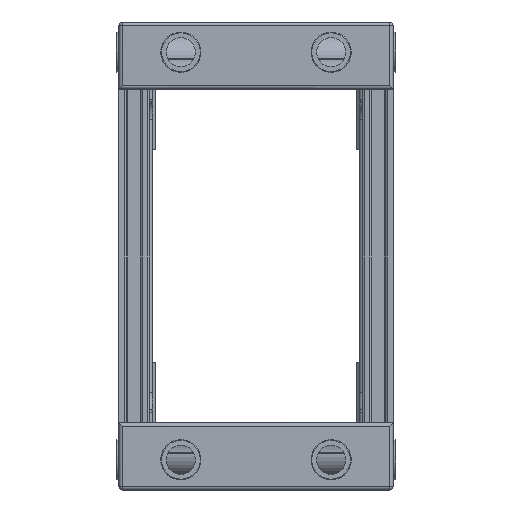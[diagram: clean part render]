
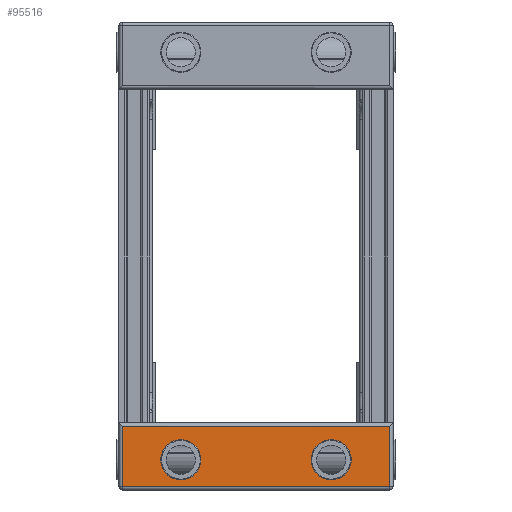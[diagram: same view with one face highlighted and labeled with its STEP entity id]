
A CAD part, left-side view. The second image highlights one B-rep face of the part: STEP entity #95516.
In plain terms, the highlighted planar face has unit normal (-1, 0, 0).
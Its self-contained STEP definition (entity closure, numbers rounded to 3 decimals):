
#2526 = VERTEX_POINT ( 'NONE', #14421 ) ;
#5290 = FACE_BOUND ( 'NONE', #123241, .T. ) ;
#6745 = AXIS2_PLACEMENT_3D ( 'NONE', #128675, #76838, #87220 ) ;
#8609 = EDGE_CURVE ( 'NONE', #105030, #84907, #38269, .T. ) ;
#10056 = ORIENTED_EDGE ( 'NONE', *, *, #17733, .T. ) ;
#10708 = LINE ( 'NONE', #129270, #133414 ) ;
#10940 = DIRECTION ( 'NONE',  ( -1., 0., 0. ) ) ;
#13855 = VERTEX_POINT ( 'NONE', #133940 ) ;
#14421 = CARTESIAN_POINT ( 'NONE',  ( -174.752, 40.11, -194.635 ) ) ;
#16806 = CARTESIAN_POINT ( 'NONE',  ( -174.752, 40.11, -306.076 ) ) ;
#17733 = EDGE_CURVE ( 'NONE', #105512, #71132, #89093, .T. ) ;
#25304 = CIRCLE ( 'NONE', #99964, 6. ) ;
#27746 = VECTOR ( 'NONE', #33044, 1000. ) ;
#27930 = ORIENTED_EDGE ( 'NONE', *, *, #8609, .F. ) ;
#28220 = DIRECTION ( 'NONE',  ( 0., 1., 0. ) ) ;
#28646 = EDGE_CURVE ( 'NONE', #13855, #83429, #63345, .T. ) ;
#30095 = ORIENTED_EDGE ( 'NONE', *, *, #87896, .F. ) ;
#32828 = FACE_BOUND ( 'NONE', #69367, .T. ) ;
#33044 = DIRECTION ( 'NONE',  ( 0., 1., 0. ) ) ;
#34018 = VECTOR ( 'NONE', #58381, 1000. ) ;
#36382 = EDGE_CURVE ( 'NONE', #71132, #2526, #56687, .T. ) ;
#38269 = CIRCLE ( 'NONE', #52995, 6. ) ;
#39387 = CARTESIAN_POINT ( 'NONE',  ( -174.752, 40.11, -176.535 ) ) ;
#42139 = CARTESIAN_POINT ( 'NONE',  ( -174.752, 22.597, -186.585 ) ) ;
#42504 = CARTESIAN_POINT ( 'NONE',  ( -174.752, 28.597, -186.585 ) ) ;
#42592 = FACE_OUTER_BOUND ( 'NONE', #50749, .T. ) ;
#43913 = DIRECTION ( 'NONE',  ( 0., 1., 0. ) ) ;
#48978 = CARTESIAN_POINT ( 'NONE',  ( -174.752, 41.11, -194.635 ) ) ;
#50749 = EDGE_LOOP ( 'NONE', ( #113428, #59110, #10056, #88104 ) ) ;
#50928 = PLANE ( 'NONE',  #122558 ) ;
#51250 = EDGE_CURVE ( 'NONE', #56747, #2526, #70034, .T. ) ;
#52995 = AXIS2_PLACEMENT_3D ( 'NONE', #79205, #69276, #28220 ) ;
#56687 = LINE ( 'NONE', #16806, #34018 ) ;
#56747 = VERTEX_POINT ( 'NONE', #62565 ) ;
#58381 = DIRECTION ( 'NONE',  ( 0., 0., -1. ) ) ;
#59110 = ORIENTED_EDGE ( 'NONE', *, *, #70538, .F. ) ;
#60342 = VECTOR ( 'NONE', #69225, 1000. ) ;
#62031 = DIRECTION ( 'NONE',  ( 0., 1., 0. ) ) ;
#62565 = CARTESIAN_POINT ( 'NONE',  ( -174.752, -39.916, -194.635 ) ) ;
#63345 = CIRCLE ( 'NONE', #75093, 6. ) ;
#69225 = DIRECTION ( 'NONE',  ( 0., 1., 0. ) ) ;
#69276 = DIRECTION ( 'NONE',  ( -1., 0., 0. ) ) ;
#69367 = EDGE_LOOP ( 'NONE', ( #83346, #101423 ) ) ;
#69791 = CARTESIAN_POINT ( 'NONE',  ( -174.752, 41.11, -306.076 ) ) ;
#70034 = LINE ( 'NONE', #48978, #60342 ) ;
#70538 = EDGE_CURVE ( 'NONE', #105512, #56747, #10708, .T. ) ;
#71132 = VERTEX_POINT ( 'NONE', #39387 ) ;
#74495 = CARTESIAN_POINT ( 'NONE',  ( -174.752, 41.12, -176.535 ) ) ;
#75093 = AXIS2_PLACEMENT_3D ( 'NONE', #42139, #94834, #43913 ) ;
#76838 = DIRECTION ( 'NONE',  ( -1., 0., 0. ) ) ;
#79205 = CARTESIAN_POINT ( 'NONE',  ( -174.752, -22.403, -186.585 ) ) ;
#81651 = CARTESIAN_POINT ( 'NONE',  ( -174.752, -39.916, -176.535 ) ) ;
#83346 = ORIENTED_EDGE ( 'NONE', *, *, #118680, .F. ) ;
#83429 = VERTEX_POINT ( 'NONE', #42504 ) ;
#84907 = VERTEX_POINT ( 'NONE', #97243 ) ;
#87220 = DIRECTION ( 'NONE',  ( 0., 1., 0. ) ) ;
#87896 = EDGE_CURVE ( 'NONE', #84907, #105030, #102389, .T. ) ;
#88104 = ORIENTED_EDGE ( 'NONE', *, *, #36382, .T. ) ;
#89093 = LINE ( 'NONE', #74495, #27746 ) ;
#90547 = DIRECTION ( 'NONE',  ( -1., 0., 0. ) ) ;
#94834 = DIRECTION ( 'NONE',  ( -1., 0., 0. ) ) ;
#95516 = ADVANCED_FACE ( 'NONE', ( #32828, #5290, #42592 ), #50928, .T. ) ;
#97243 = CARTESIAN_POINT ( 'NONE',  ( -174.752, -28.403, -186.585 ) ) ;
#98619 = DIRECTION ( 'NONE',  ( 0., 0., -1. ) ) ;
#99964 = AXIS2_PLACEMENT_3D ( 'NONE', #102093, #10940, #62031 ) ;
#101423 = ORIENTED_EDGE ( 'NONE', *, *, #28646, .F. ) ;
#102093 = CARTESIAN_POINT ( 'NONE',  ( -174.752, 22.597, -186.585 ) ) ;
#102389 = CIRCLE ( 'NONE', #6745, 6. ) ;
#105030 = VERTEX_POINT ( 'NONE', #122385 ) ;
#105512 = VERTEX_POINT ( 'NONE', #81651 ) ;
#111282 = DIRECTION ( 'NONE',  ( 0., 1., 0. ) ) ;
#113428 = ORIENTED_EDGE ( 'NONE', *, *, #51250, .F. ) ;
#118680 = EDGE_CURVE ( 'NONE', #83429, #13855, #25304, .T. ) ;
#122385 = CARTESIAN_POINT ( 'NONE',  ( -174.752, -16.403, -186.585 ) ) ;
#122558 = AXIS2_PLACEMENT_3D ( 'NONE', #69791, #90547, #111282 ) ;
#123241 = EDGE_LOOP ( 'NONE', ( #27930, #30095 ) ) ;
#128675 = CARTESIAN_POINT ( 'NONE',  ( -174.752, -22.403, -186.585 ) ) ;
#129270 = CARTESIAN_POINT ( 'NONE',  ( -174.752, -39.916, -306.076 ) ) ;
#133414 = VECTOR ( 'NONE', #98619, 1000. ) ;
#133940 = CARTESIAN_POINT ( 'NONE',  ( -174.752, 16.597, -186.585 ) ) ;
